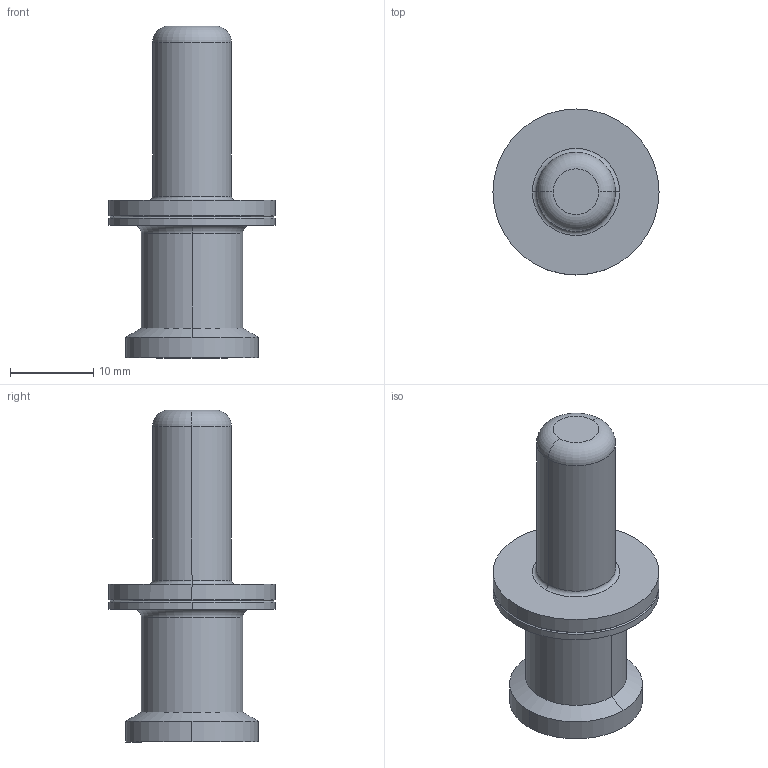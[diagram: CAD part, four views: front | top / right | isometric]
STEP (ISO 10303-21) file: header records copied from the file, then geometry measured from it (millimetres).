
FILE_DESCRIPTION(('CoCreate Modeling STEP Export'),'2;1');
FILE_NAME('CYMA_35.stp','2009-02-03T 8:43:55',(''),(''),'CoCreate Modeling STEP processor for AP214 (Solid Model)','CoCreate Modeling 16.00A 16-Aug-2008 (C) Parametric Technology GmbH','');
FILE_SCHEMA(('AUTOMOTIVE_DESIGN { 1 0 10303 214 1 1 1 1 }'));
Length unit declared in the file: millimetre
Products named in the file (2): CYMA_35
Assembly tree (1 placements, depth 2):
  CYMA_35
    CYMA_35
Bounding box: 20 x 20 x 40 mm (x, y, z)
Volume: 3649.5 mm3; surface area: 2560.2 mm2
Topology: 1 solids, 1 shells, 31 faces, 62 edges, 36 vertices
Faces by surface type: cylinder 12, cone 8, torus 6, plane 5
Entity records: 690 total; most frequent: ORIENTED_EDGE 124, DIRECTION 104, CARTESIAN_POINT 98, EDGE_CURVE 62, AXIS2_PLACEMENT_3D 42, VERTEX_POINT 36, EDGE_LOOP 34, FACE_OUTER_BOUND 31
